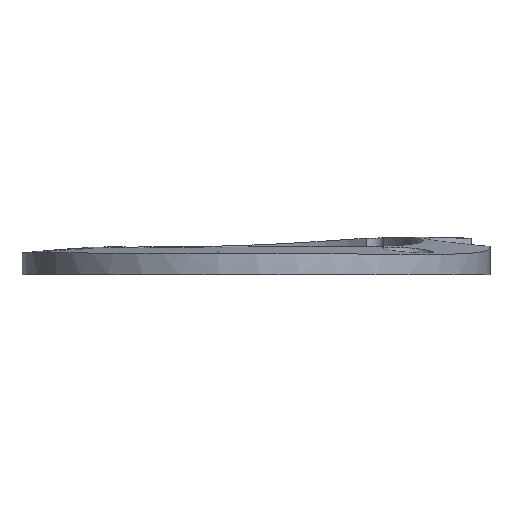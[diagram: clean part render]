
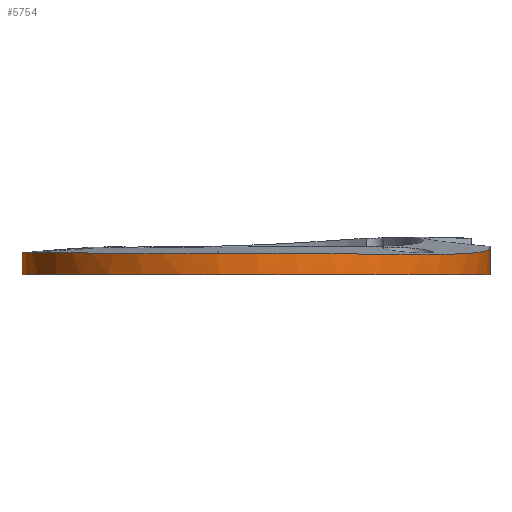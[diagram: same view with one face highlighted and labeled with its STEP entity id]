
A CAD part, left-side view. The second image highlights one B-rep face of the part: STEP entity #5754.
In plain terms, the highlighted cylindrical face has radius 21.9 mm (diameter 43.8 mm), a partial arc.
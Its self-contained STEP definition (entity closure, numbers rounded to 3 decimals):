
#18=CYLINDRICAL_SURFACE('',#5896,21.9);
#22=CIRCLE('',#5882,21.9);
#461=FACE_OUTER_BOUND('',#795,.T.);
#795=EDGE_LOOP('',(#5191,#5192,#5193,#5194,#5195,#5196,#5197));
#1249=LINE('',#11728,#1695);
#1250=LINE('',#11788,#1696);
#1695=VECTOR('',#6576,10.);
#1696=VECTOR('',#6577,10.);
#2088=B_SPLINE_CURVE_WITH_KNOTS('',3,(#11730,#11731,#11732,#11733,#11734,
#11735,#11736,#11737,#11738,#11739,#11740,#11741,#11742,#11743,#11744,#11745,
#11746,#11747),.UNSPECIFIED.,.F.,.F.,(4,2,2,2,2,2,2,2,4),(-4.852,
-4.644,-4.034,-3.486,-3.21,
-2.661,-2.466,-2.267,-2.055),
 .UNSPECIFIED.);
#2089=B_SPLINE_CURVE_WITH_KNOTS('',3,(#11749,#11750,#11751,#11752),
 .UNSPECIFIED.,.F.,.F.,(4,4),(-0.008,-0.002),
 .UNSPECIFIED.);
#2090=B_SPLINE_CURVE_WITH_KNOTS('',3,(#11754,#11755,#11756,#11757,#11758,
#11759,#11760,#11761,#11762,#11763,#11764,#11765,#11766,#11767),
 .UNSPECIFIED.,.F.,.F.,(4,2,2,2,2,2,4),(0.357,0.394,
0.78,1.167,1.553,1.929,2.007),
 .UNSPECIFIED.);
#2091=B_SPLINE_CURVE_WITH_KNOTS('',3,(#11769,#11770,#11771,#11772,#11773,
#11774,#11775,#11776,#11777,#11778,#11779,#11780,#11781,#11782,#11783,#11784,
#11785,#11786,#11787),.UNSPECIFIED.,.F.,.F.,(4,3,2,2,2,2,2,2,4),(-0.115,
0.,0.188,0.456,0.96,1.416,
1.917,2.408,2.5),.UNSPECIFIED.);
#2648=VERTEX_POINT('',#11410);
#2649=VERTEX_POINT('',#11411);
#2667=VERTEX_POINT('',#11727);
#2668=VERTEX_POINT('',#11729);
#2669=VERTEX_POINT('',#11748);
#2670=VERTEX_POINT('',#11753);
#2671=VERTEX_POINT('',#11768);
#3493=EDGE_CURVE('',#2648,#2649,#22,.F.);
#3515=EDGE_CURVE('',#2649,#2667,#1249,.T.);
#3516=EDGE_CURVE('',#2667,#2668,#2088,.F.);
#3517=EDGE_CURVE('',#2668,#2669,#2089,.T.);
#3518=EDGE_CURVE('',#2669,#2670,#2090,.F.);
#3519=EDGE_CURVE('',#2670,#2671,#2091,.F.);
#3520=EDGE_CURVE('',#2671,#2648,#1250,.T.);
#5191=ORIENTED_EDGE('',*,*,#3493,.T.);
#5192=ORIENTED_EDGE('',*,*,#3515,.T.);
#5193=ORIENTED_EDGE('',*,*,#3516,.T.);
#5194=ORIENTED_EDGE('',*,*,#3517,.T.);
#5195=ORIENTED_EDGE('',*,*,#3518,.T.);
#5196=ORIENTED_EDGE('',*,*,#3519,.T.);
#5197=ORIENTED_EDGE('',*,*,#3520,.T.);
#5754=ADVANCED_FACE('',(#461),#18,.T.);
#5882=AXIS2_PLACEMENT_3D('',#11412,#6543,#6544);
#5896=AXIS2_PLACEMENT_3D('',#11726,#6574,#6575);
#6543=DIRECTION('center_axis',(0.,0.,-1.));
#6544=DIRECTION('ref_axis',(1.,0.,0.));
#6574=DIRECTION('center_axis',(0.,0.,1.));
#6575=DIRECTION('ref_axis',(-0.516,0.856,0.));
#6576=DIRECTION('',(0.,0.,1.));
#6577=DIRECTION('',(0.,0.,-1.));
#11410=CARTESIAN_POINT('',(-21.974,-1.922,8.218));
#11411=CARTESIAN_POINT('',(-40.939,-13.352,8.218));
#11412=CARTESIAN_POINT('Origin',(-41.21,8.547,8.218));
#11726=CARTESIAN_POINT('Origin',(-41.21,8.547,-1.004));
#11727=CARTESIAN_POINT('',(-40.939,-13.352,10.897));
#11728=CARTESIAN_POINT('',(-40.939,-13.352,0.218));
#11729=CARTESIAN_POINT('',(-62.808,12.17,10.224));
#11730=CARTESIAN_POINT('Ctrl Pts',(-62.808,12.17,10.224));
#11731=CARTESIAN_POINT('Ctrl Pts',(-62.974,11.184,10.236));
#11732=CARTESIAN_POINT('Ctrl Pts',(-63.071,10.19,10.242));
#11733=CARTESIAN_POINT('Ctrl Pts',(-63.187,6.273,10.249));
#11734=CARTESIAN_POINT('Ctrl Pts',(-62.687,3.389,10.221));
#11735=CARTESIAN_POINT('Ctrl Pts',(-60.734,-1.706,
10.171));
#11736=CARTESIAN_POINT('Ctrl Pts',(-59.398,-3.914,
10.148));
#11737=CARTESIAN_POINT('Ctrl Pts',(-56.892,-6.793,10.138));
#11738=CARTESIAN_POINT('Ctrl Pts',(-55.977,-7.674,
10.14));
#11739=CARTESIAN_POINT('Ctrl Pts',(-53.063,-10.037,
10.163));
#11740=CARTESIAN_POINT('Ctrl Pts',(-50.886,-11.252,
10.203));
#11741=CARTESIAN_POINT('Ctrl Pts',(-47.754,-12.371,10.33));
#11742=CARTESIAN_POINT('Ctrl Pts',(-46.922,-12.612,
10.366));
#11743=CARTESIAN_POINT('Ctrl Pts',(-45.257,-12.993,10.463));
#11744=CARTESIAN_POINT('Ctrl Pts',(-44.423,-13.132,10.53));
#11745=CARTESIAN_POINT('Ctrl Pts',(-42.707,-13.32,10.697));
#11746=CARTESIAN_POINT('Ctrl Pts',(-41.821,-13.362,
10.796));
#11747=CARTESIAN_POINT('Ctrl Pts',(-40.939,-13.352,
10.897));
#11748=CARTESIAN_POINT('',(-62.799,12.224,10.223));
#11749=CARTESIAN_POINT('Ctrl Pts',(-62.808,12.17,10.224));
#11750=CARTESIAN_POINT('Ctrl Pts',(-62.805,12.188,10.223));
#11751=CARTESIAN_POINT('Ctrl Pts',(-62.802,12.206,10.223));
#11752=CARTESIAN_POINT('Ctrl Pts',(-62.799,12.224,10.223));
#11753=CARTESIAN_POINT('',(-35.008,29.55,10.256));
#11754=CARTESIAN_POINT('Ctrl Pts',(-35.008,29.55,10.256));
#11755=CARTESIAN_POINT('Ctrl Pts',(-35.27,29.627,10.256));
#11756=CARTESIAN_POINT('Ctrl Pts',(-35.533,29.7,10.257));
#11757=CARTESIAN_POINT('Ctrl Pts',(-38.603,30.483,10.262));
#11758=CARTESIAN_POINT('Ctrl Pts',(-41.524,30.635,10.283));
#11759=CARTESIAN_POINT('Ctrl Pts',(-47.256,29.794,10.313));
#11760=CARTESIAN_POINT('Ctrl Pts',(-50.011,28.809,10.323));
#11761=CARTESIAN_POINT('Ctrl Pts',(-54.979,25.822,10.297));
#11762=CARTESIAN_POINT('Ctrl Pts',(-57.143,23.849,10.263));
#11763=CARTESIAN_POINT('Ctrl Pts',(-60.526,19.243,10.21));
#11764=CARTESIAN_POINT('Ctrl Pts',(-61.74,16.674,10.191));
#11765=CARTESIAN_POINT('Ctrl Pts',(-62.579,13.377,10.211));
#11766=CARTESIAN_POINT('Ctrl Pts',(-62.701,12.803,10.216));
#11767=CARTESIAN_POINT('Ctrl Pts',(-62.799,12.224,10.223));
#11768=CARTESIAN_POINT('',(-21.974,-1.922,10.996));
#11769=CARTESIAN_POINT('Ctrl Pts',(-21.974,-1.922,
10.996));
#11770=CARTESIAN_POINT('Ctrl Pts',(-21.786,-1.576,
10.952));
#11771=CARTESIAN_POINT('Ctrl Pts',(-21.61,-1.231,
10.91));
#11772=CARTESIAN_POINT('Ctrl Pts',(-21.447,-0.889,
10.868));
#11773=CARTESIAN_POINT('Ctrl Pts',(-21.178,-0.326,
10.8));
#11774=CARTESIAN_POINT('Ctrl Pts',(-20.934,0.248,
10.734));
#11775=CARTESIAN_POINT('Ctrl Pts',(-20.401,1.663,10.588));
#11776=CARTESIAN_POINT('Ctrl Pts',(-20.14,2.509,10.514));
#11777=CARTESIAN_POINT('Ctrl Pts',(-19.539,4.978,10.366));
#11778=CARTESIAN_POINT('Ctrl Pts',(-19.14,7.421,10.28));
#11779=CARTESIAN_POINT('Ctrl Pts',(-19.609,13.038,10.175));
#11780=CARTESIAN_POINT('Ctrl Pts',(-20.317,15.618,10.159));
#11781=CARTESIAN_POINT('Ctrl Pts',(-22.698,20.598,10.158));
#11782=CARTESIAN_POINT('Ctrl Pts',(-24.435,22.909,10.179));
#11783=CARTESIAN_POINT('Ctrl Pts',(-28.612,26.675,10.222));
#11784=CARTESIAN_POINT('Ctrl Pts',(-30.998,28.112,10.245));
#11785=CARTESIAN_POINT('Ctrl Pts',(-34.041,29.246,10.255));
#11786=CARTESIAN_POINT('Ctrl Pts',(-34.523,29.407,10.256));
#11787=CARTESIAN_POINT('Ctrl Pts',(-35.008,29.55,10.256));
#11788=CARTESIAN_POINT('',(-21.974,-1.922,0.218));
